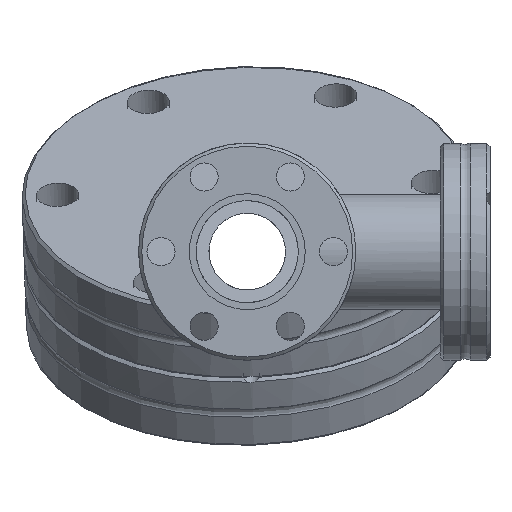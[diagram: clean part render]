
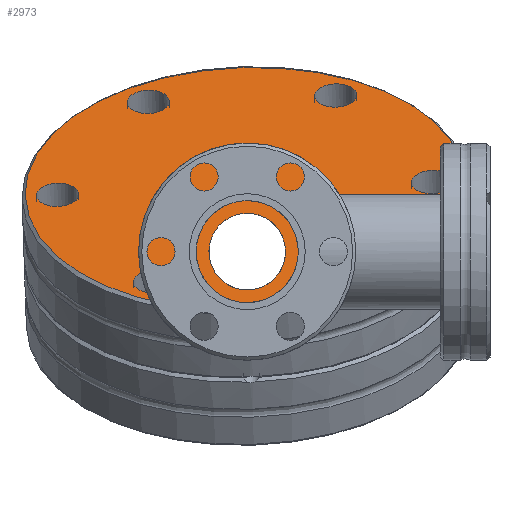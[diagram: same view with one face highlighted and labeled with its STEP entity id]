
A CAD part, left-side view. The second image highlights one B-rep face of the part: STEP entity #2973.
In plain terms, the highlighted face is planar.
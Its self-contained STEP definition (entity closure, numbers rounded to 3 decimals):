
#62=FACE_BOUND('',#871,.T.);
#63=FACE_BOUND('',#872,.T.);
#64=FACE_BOUND('',#873,.T.);
#65=FACE_BOUND('',#874,.T.);
#66=FACE_BOUND('',#875,.T.);
#67=FACE_BOUND('',#876,.T.);
#68=FACE_BOUND('',#877,.T.);
#152=PLANE('',#3338);
#269=CIRCLE('',#3292,3.3);
#271=CIRCLE('',#3295,3.3);
#273=CIRCLE('',#3298,3.3);
#275=CIRCLE('',#3301,3.3);
#277=CIRCLE('',#3304,3.3);
#279=CIRCLE('',#3307,3.3);
#292=CIRCLE('',#3325,34.45);
#701=FACE_OUTER_BOUND('',#870,.T.);
#870=EDGE_LOOP('',(#2139));
#871=EDGE_LOOP('',(#2140));
#872=EDGE_LOOP('',(#2141));
#873=EDGE_LOOP('',(#2142));
#874=EDGE_LOOP('',(#2143));
#875=EDGE_LOOP('',(#2144));
#876=EDGE_LOOP('',(#2145));
#877=EDGE_LOOP('',(#2146));
#1336=ELLIPSE('',#3283,10.852,6.);
#1346=VERTEX_POINT('',#4687);
#1352=VERTEX_POINT('',#4703);
#1354=VERTEX_POINT('',#4709);
#1356=VERTEX_POINT('',#4715);
#1358=VERTEX_POINT('',#4721);
#1360=VERTEX_POINT('',#4727);
#1362=VERTEX_POINT('',#4733);
#1377=VERTEX_POINT('',#4798);
#1620=EDGE_CURVE('',#1346,#1346,#1336,.T.);
#1628=EDGE_CURVE('',#1352,#1352,#269,.T.);
#1631=EDGE_CURVE('',#1354,#1354,#271,.T.);
#1634=EDGE_CURVE('',#1356,#1356,#273,.T.);
#1637=EDGE_CURVE('',#1358,#1358,#275,.T.);
#1640=EDGE_CURVE('',#1360,#1360,#277,.T.);
#1643=EDGE_CURVE('',#1362,#1362,#279,.T.);
#1663=EDGE_CURVE('',#1377,#1377,#292,.T.);
#2139=ORIENTED_EDGE('',*,*,#1663,.T.);
#2140=ORIENTED_EDGE('',*,*,#1620,.T.);
#2141=ORIENTED_EDGE('',*,*,#1628,.F.);
#2142=ORIENTED_EDGE('',*,*,#1631,.F.);
#2143=ORIENTED_EDGE('',*,*,#1634,.F.);
#2144=ORIENTED_EDGE('',*,*,#1637,.F.);
#2145=ORIENTED_EDGE('',*,*,#1640,.F.);
#2146=ORIENTED_EDGE('',*,*,#1643,.F.);
#2973=ADVANCED_FACE('',(#701,#62,#63,#64,#65,#66,#67,#68),#152,.T.);
#3283=AXIS2_PLACEMENT_3D('',#4688,#3716,#3717);
#3292=AXIS2_PLACEMENT_3D('',#4704,#3735,#3736);
#3295=AXIS2_PLACEMENT_3D('',#4710,#3742,#3743);
#3298=AXIS2_PLACEMENT_3D('',#4716,#3749,#3750);
#3301=AXIS2_PLACEMENT_3D('',#4722,#3756,#3757);
#3304=AXIS2_PLACEMENT_3D('',#4728,#3763,#3764);
#3307=AXIS2_PLACEMENT_3D('',#4734,#3770,#3771);
#3325=AXIS2_PLACEMENT_3D('',#4800,#3811,#3812);
#3338=AXIS2_PLACEMENT_3D('',#4872,#3843,#3844);
#3716=DIRECTION('center_axis',(0.,0.,
-1.));
#3717=DIRECTION('ref_axis',(0.866,0.5,0.));
#3735=DIRECTION('center_axis',(0.,0.,
1.));
#3736=DIRECTION('ref_axis',(1.,0.,0.));
#3742=DIRECTION('center_axis',(0.,0.,
1.));
#3743=DIRECTION('ref_axis',(1.,0.,0.));
#3749=DIRECTION('center_axis',(0.,0.,
1.));
#3750=DIRECTION('ref_axis',(1.,0.,0.));
#3756=DIRECTION('center_axis',(0.,0.,
1.));
#3757=DIRECTION('ref_axis',(1.,0.,0.));
#3763=DIRECTION('center_axis',(0.,0.,
1.));
#3764=DIRECTION('ref_axis',(1.,0.,0.));
#3770=DIRECTION('center_axis',(0.,0.,
1.));
#3771=DIRECTION('ref_axis',(1.,0.,0.));
#3811=DIRECTION('center_axis',(0.,0.,
1.));
#3812=DIRECTION('ref_axis',(1.,0.,0.));
#3843=DIRECTION('center_axis',(0.,0.,
1.));
#3844=DIRECTION('ref_axis',(1.,0.,0.));
#4687=CARTESIAN_POINT('',(-25.373,-12.542,12.7));
#4688=CARTESIAN_POINT('Origin',(-15.508,-8.953,12.7));
#4703=CARTESIAN_POINT('',(11.375,-25.418,12.7));
#4704=CARTESIAN_POINT('Origin',(14.675,-25.418,12.7));
#4709=CARTESIAN_POINT('',(-17.975,-25.418,12.7));
#4710=CARTESIAN_POINT('Origin',(-14.675,-25.418,12.7));
#4715=CARTESIAN_POINT('',(-32.65,0.,12.7));
#4716=CARTESIAN_POINT('Origin',(-29.35,0.,
12.7));
#4721=CARTESIAN_POINT('',(-17.975,25.418,12.7));
#4722=CARTESIAN_POINT('Origin',(-14.675,25.418,12.7));
#4727=CARTESIAN_POINT('',(11.375,25.418,12.7));
#4728=CARTESIAN_POINT('Origin',(14.675,25.418,12.7));
#4733=CARTESIAN_POINT('',(26.05,0.,12.7));
#4734=CARTESIAN_POINT('Origin',(29.35,0.,
12.7));
#4798=CARTESIAN_POINT('',(-34.45,0.,12.7));
#4800=CARTESIAN_POINT('Origin',(0.,0.,
12.7));
#4872=CARTESIAN_POINT('Origin',(34.95,0.,
12.7));
